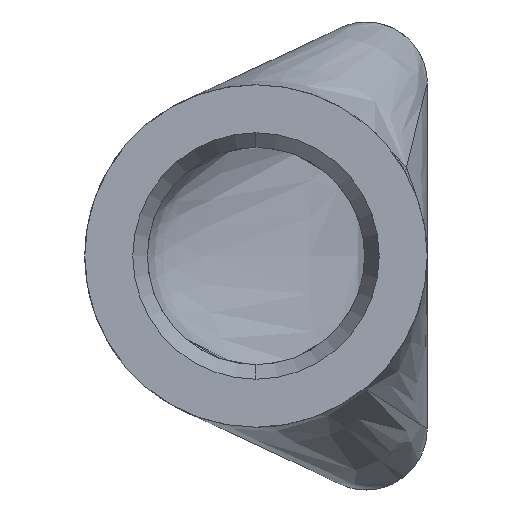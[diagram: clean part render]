
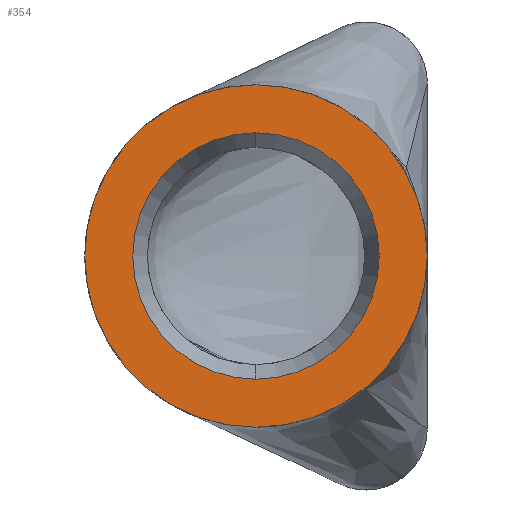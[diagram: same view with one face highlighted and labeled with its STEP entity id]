
A CAD part, left-side view. The second image highlights one B-rep face of the part: STEP entity #354.
In plain terms, the highlighted planar face has unit normal (-1, 0, 0).
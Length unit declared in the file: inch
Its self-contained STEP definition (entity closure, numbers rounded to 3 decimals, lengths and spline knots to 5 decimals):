
#8 = EDGE_CURVE ( 'NONE', #115, #1192, #779, .T. ) ;
#41 = CARTESIAN_POINT ( 'NONE',  ( 0., 0.6575, 0.47296 ) ) ;
#81 = DIRECTION ( 'NONE',  ( 0., 0., 1. ) ) ;
#85 = DIRECTION ( 'NONE',  ( -1., 0., 0. ) ) ;
#115 = VERTEX_POINT ( 'NONE', #1156 ) ;
#121 = ORIENTED_EDGE ( 'NONE', *, *, #8, .T. ) ;
#180 = CARTESIAN_POINT ( 'NONE',  ( 0., 0., 0. ) ) ;
#264 = DIRECTION ( 'NONE',  ( 1., 0., 0. ) ) ;
#271 = DIRECTION ( 'NONE',  ( 0., 0., 1. ) ) ;
#286 = EDGE_CURVE ( 'NONE', #465, #553, #1041, .T. ) ;
#289 = FACE_OUTER_BOUND ( 'NONE', #811, .T. ) ;
#299 = DIRECTION ( 'NONE',  ( 0., 0., 1. ) ) ;
#321 = ORIENTED_EDGE ( 'NONE', *, *, #921, .T. ) ;
#352 = CIRCLE ( 'NONE', #519, 0.6575 ) ;
#354 = ADVANCED_FACE ( 'NONE', ( #764, #289 ), #1073, .T. ) ;
#366 = AXIS2_PLACEMENT_3D ( 'NONE', #861, #264, #1249 ) ;
#376 = DIRECTION ( 'NONE',  ( 0., 0., 1. ) ) ;
#427 = CARTESIAN_POINT ( 'NONE',  ( 0., 0.6575, 0. ) ) ;
#428 = AXIS2_PLACEMENT_3D ( 'NONE', #180, #85, #271 ) ;
#462 = DIRECTION ( 'NONE',  ( -1., 0., 0. ) ) ;
#465 = VERTEX_POINT ( 'NONE', #1208 ) ;
#503 = DIRECTION ( 'NONE',  ( -1., 0., 0. ) ) ;
#519 = AXIS2_PLACEMENT_3D ( 'NONE', #427, #503, #299 ) ;
#553 = VERTEX_POINT ( 'NONE', #41 ) ;
#559 = ORIENTED_EDGE ( 'NONE', *, *, #604, .T. ) ;
#604 = EDGE_CURVE ( 'NONE', #553, #465, #1211, .T. ) ;
#713 = AXIS2_PLACEMENT_3D ( 'NONE', #967, #767, #81 ) ;
#764 = FACE_BOUND ( 'NONE', #1128, .T. ) ;
#767 = DIRECTION ( 'NONE',  ( 1., 0., 0. ) ) ;
#779 = CIRCLE ( 'NONE', #941, 0.6575 ) ;
#811 = EDGE_LOOP ( 'NONE', ( #121, #321 ) ) ;
#861 = CARTESIAN_POINT ( 'NONE',  ( 0., 0.6575, 0. ) ) ;
#921 = EDGE_CURVE ( 'NONE', #1192, #115, #352, .T. ) ;
#941 = AXIS2_PLACEMENT_3D ( 'NONE', #1043, #462, #376 ) ;
#967 = CARTESIAN_POINT ( 'NONE',  ( 0., 0.6575, 0. ) ) ;
#1041 = CIRCLE ( 'NONE', #366, 0.47296 ) ;
#1043 = CARTESIAN_POINT ( 'NONE',  ( 0., 0.6575, 0. ) ) ;
#1073 = PLANE ( 'NONE',  #428 ) ;
#1128 = EDGE_LOOP ( 'NONE', ( #559, #1152 ) ) ;
#1133 = CARTESIAN_POINT ( 'NONE',  ( 0., 0.6575, -0.6575 ) ) ;
#1152 = ORIENTED_EDGE ( 'NONE', *, *, #286, .T. ) ;
#1156 = CARTESIAN_POINT ( 'NONE',  ( 0., 0.6575, 0.6575 ) ) ;
#1192 = VERTEX_POINT ( 'NONE', #1133 ) ;
#1208 = CARTESIAN_POINT ( 'NONE',  ( 0., 0.6575, -0.47296 ) ) ;
#1211 = CIRCLE ( 'NONE', #713, 0.47296 ) ;
#1249 = DIRECTION ( 'NONE',  ( 0., 0., 1. ) ) ;
